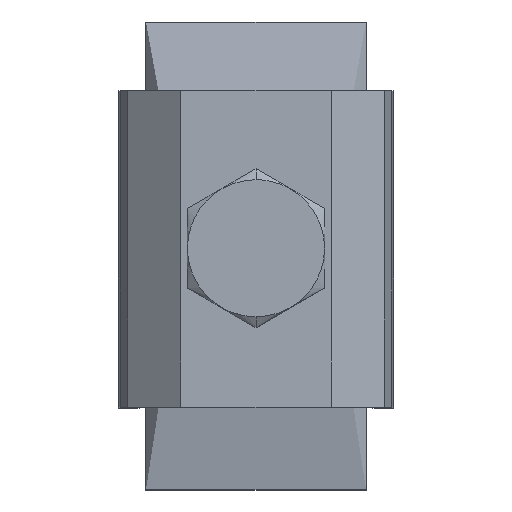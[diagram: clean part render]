
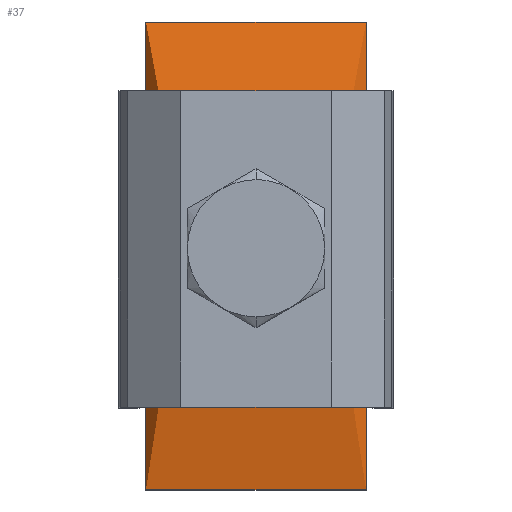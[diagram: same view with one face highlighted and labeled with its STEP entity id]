
A CAD part, top view. The second image highlights one B-rep face of the part: STEP entity #37.
In plain terms, the highlighted free-form (B-spline) face has degree [2, 1] with [5, 2] control points.
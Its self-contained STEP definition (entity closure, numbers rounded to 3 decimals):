
#31=FACE_BOUND('',#168,.T.);
#37=ADVANCED_FACE('',(#102,#31),#1050,.T.);
#102=FACE_OUTER_BOUND('',#167,.T.);
#167=EDGE_LOOP('',(#240,#241,#242,#243));
#168=EDGE_LOOP('',(#244,#245,#246,#247));
#240=ORIENTED_EDGE('',*,*,#572,.T.);
#241=ORIENTED_EDGE('',*,*,#573,.T.);
#242=ORIENTED_EDGE('',*,*,#574,.F.);
#243=ORIENTED_EDGE('',*,*,#569,.F.);
#244=ORIENTED_EDGE('',*,*,#589,.F.);
#245=ORIENTED_EDGE('',*,*,#585,.F.);
#246=ORIENTED_EDGE('',*,*,#590,.F.);
#247=ORIENTED_EDGE('',*,*,#591,.F.);
#569=EDGE_CURVE('',#901,#902,#825,.T.);
#572=EDGE_CURVE('',#901,#904,#828,.T.);
#573=EDGE_CURVE('',#904,#905,#829,.T.);
#574=EDGE_CURVE('',#902,#905,#830,.T.);
#585=EDGE_CURVE('',#914,#913,#836,.T.);
#589=EDGE_CURVE('',#913,#912,#742,.T.);
#590=EDGE_CURVE('',#915,#914,#743,.T.);
#591=EDGE_CURVE('',#912,#915,#837,.T.);
#742=B_SPLINE_CURVE_WITH_KNOTS('',1,(#1326,#1327),.UNSPECIFIED.,.F.,.F.,
(2,2),(-61.,-39.),.UNSPECIFIED.);
#743=B_SPLINE_CURVE_WITH_KNOTS('',1,(#1328,#1329),.UNSPECIFIED.,.F.,.F.,
(2,2),(-22.,0.),.UNSPECIFIED.);
#825=(
BOUNDED_CURVE()
B_SPLINE_CURVE(1,(#1268,#1269),.UNSPECIFIED.,.F.,.F.)
B_SPLINE_CURVE_WITH_KNOTS((2,2),(0.,34.),.UNSPECIFIED.)
CURVE()
GEOMETRIC_REPRESENTATION_ITEM()
RATIONAL_B_SPLINE_CURVE((1.,1.))
REPRESENTATION_ITEM('')
);
#828=(
BOUNDED_CURVE()
B_SPLINE_CURVE(2,(#1275,#1276,#1277,#1278,#1279),.UNSPECIFIED.,.F.,.F.)
B_SPLINE_CURVE_WITH_KNOTS((3,2,3),(24.203,31.621,39.039),
 .UNSPECIFIED.)
CURVE()
GEOMETRIC_REPRESENTATION_ITEM()
RATIONAL_B_SPLINE_CURVE((1.,0.894,1.,0.894,1.))
REPRESENTATION_ITEM('')
);
#829=(
BOUNDED_CURVE()
B_SPLINE_CURVE(1,(#1280,#1281),.UNSPECIFIED.,.F.,.F.)
B_SPLINE_CURVE_WITH_KNOTS((2,2),(0.,34.),.UNSPECIFIED.)
CURVE()
GEOMETRIC_REPRESENTATION_ITEM()
RATIONAL_B_SPLINE_CURVE((1.,1.))
REPRESENTATION_ITEM('')
);
#830=(
BOUNDED_CURVE()
B_SPLINE_CURVE(2,(#1282,#1283,#1284,#1285,#1286),.UNSPECIFIED.,.F.,.F.)
B_SPLINE_CURVE_WITH_KNOTS((3,2,3),(24.203,31.621,39.039),
 .UNSPECIFIED.)
CURVE()
GEOMETRIC_REPRESENTATION_ITEM()
RATIONAL_B_SPLINE_CURVE((1.,0.894,1.,0.894,1.))
REPRESENTATION_ITEM('')
);
#836=(
BOUNDED_CURVE()
B_SPLINE_CURVE(2,(#1315,#1316,#1317,#1318,#1319),.UNSPECIFIED.,.F.,.F.)
B_SPLINE_CURVE_WITH_KNOTS((3,2,3),(25.443,31.621,37.799),
 .UNSPECIFIED.)
CURVE()
GEOMETRIC_REPRESENTATION_ITEM()
RATIONAL_B_SPLINE_CURVE((1.,0.926,1.,0.926,1.))
REPRESENTATION_ITEM('')
);
#837=(
BOUNDED_CURVE()
B_SPLINE_CURVE(2,(#1330,#1331,#1332,#1333,#1334),.UNSPECIFIED.,.F.,.F.)
B_SPLINE_CURVE_WITH_KNOTS((3,2,3),(-37.799,-31.621,
-25.443),.UNSPECIFIED.)
CURVE()
GEOMETRIC_REPRESENTATION_ITEM()
RATIONAL_B_SPLINE_CURVE((1.,0.926,1.,0.926,1.))
REPRESENTATION_ITEM('')
);
#901=VERTEX_POINT('',#1250);
#902=VERTEX_POINT('',#1251);
#904=VERTEX_POINT('',#1253);
#905=VERTEX_POINT('',#1254);
#912=VERTEX_POINT('',#1261);
#913=VERTEX_POINT('',#1262);
#914=VERTEX_POINT('',#1263);
#915=VERTEX_POINT('',#1264);
#1050=(
BOUNDED_SURFACE()
B_SPLINE_SURFACE(2,1,((#1216,#1217),(#1218,#1219),(#1220,#1221),(#1222,
#1223),(#1224,#1225)),.UNSPECIFIED.,.F.,.F.,.F.)
B_SPLINE_SURFACE_WITH_KNOTS((3,2,3),(2,2),(24.203,31.621,
39.039),(0.,34.),.UNSPECIFIED.)
GEOMETRIC_REPRESENTATION_ITEM()
RATIONAL_B_SPLINE_SURFACE(((1.,1.),(0.894,0.894),
(1.,1.),(0.894,0.894),(1.,1.)))
REPRESENTATION_ITEM('')
SURFACE()
);
#1216=CARTESIAN_POINT('',(-8.,0.,-2.));
#1217=CARTESIAN_POINT('',(-8.,34.,-2.));
#1218=CARTESIAN_POINT('',(-5.,0.,2.));
#1219=CARTESIAN_POINT('',(-5.,34.,2.));
#1220=CARTESIAN_POINT('',(0.,0.,2.));
#1221=CARTESIAN_POINT('',(0.,34.,2.));
#1222=CARTESIAN_POINT('',(5.,0.,2.));
#1223=CARTESIAN_POINT('',(5.,34.,2.));
#1224=CARTESIAN_POINT('',(8.,0.,-2.));
#1225=CARTESIAN_POINT('',(8.,34.,-2.));
#1250=CARTESIAN_POINT('',(-8.,0.,-2.));
#1251=CARTESIAN_POINT('',(-8.,34.,-2.));
#1253=CARTESIAN_POINT('',(8.,0.,-2.));
#1254=CARTESIAN_POINT('',(8.,34.,-2.));
#1261=CARTESIAN_POINT('',(7.,28.5,-0.859));
#1262=CARTESIAN_POINT('',(7.,6.5,-0.859));
#1263=CARTESIAN_POINT('',(-7.,6.5,-0.859));
#1264=CARTESIAN_POINT('',(-7.,28.5,-0.859));
#1268=CARTESIAN_POINT('',(-8.,0.,-2.));
#1269=CARTESIAN_POINT('',(-8.,34.,-2.));
#1275=CARTESIAN_POINT('',(-8.,0.,-2.));
#1276=CARTESIAN_POINT('',(-5.,0.,2.));
#1277=CARTESIAN_POINT('',(0.,0.,2.));
#1278=CARTESIAN_POINT('',(5.,0.,2.));
#1279=CARTESIAN_POINT('',(8.,0.,-2.));
#1280=CARTESIAN_POINT('',(8.,0.,-2.));
#1281=CARTESIAN_POINT('',(8.,34.,-2.));
#1282=CARTESIAN_POINT('',(-8.,34.,-2.));
#1283=CARTESIAN_POINT('',(-5.,34.,2.));
#1284=CARTESIAN_POINT('',(0.,34.,2.));
#1285=CARTESIAN_POINT('',(5.,34.,2.));
#1286=CARTESIAN_POINT('',(8.,34.,-2.));
#1315=CARTESIAN_POINT('',(-7.,6.5,-0.859));
#1316=CARTESIAN_POINT('',(-4.084,6.5,2.));
#1317=CARTESIAN_POINT('',(0.,6.5,2.));
#1318=CARTESIAN_POINT('',(4.084,6.5,2.));
#1319=CARTESIAN_POINT('',(7.,6.5,-0.859));
#1326=CARTESIAN_POINT('',(7.,6.5,-0.859));
#1327=CARTESIAN_POINT('',(7.,28.5,-0.859));
#1328=CARTESIAN_POINT('',(-7.,28.5,-0.859));
#1329=CARTESIAN_POINT('',(-7.,6.5,-0.859));
#1330=CARTESIAN_POINT('',(7.,28.5,-0.859));
#1331=CARTESIAN_POINT('',(4.084,28.5,2.));
#1332=CARTESIAN_POINT('',(0.,28.5,2.));
#1333=CARTESIAN_POINT('',(-4.084,28.5,2.));
#1334=CARTESIAN_POINT('',(-7.,28.5,-0.859));
